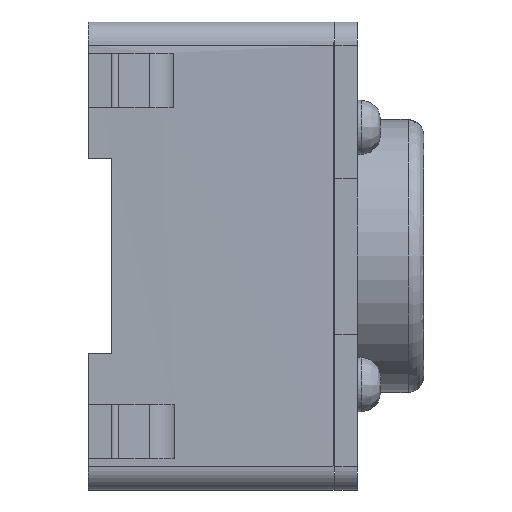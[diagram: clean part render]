
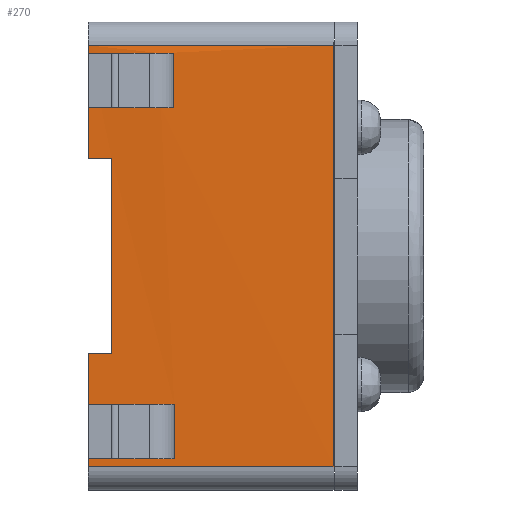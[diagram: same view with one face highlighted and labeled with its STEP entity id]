
A CAD part, front view. The second image highlights one B-rep face of the part: STEP entity #270.
In plain terms, the highlighted planar face has unit normal (0, -1, 0).
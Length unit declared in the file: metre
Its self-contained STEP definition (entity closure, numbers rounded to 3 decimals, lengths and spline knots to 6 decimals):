
#270 = ADVANCED_FACE( '', ( #590, #591, #592 ), #593, .T. );
#590 = FACE_OUTER_BOUND( '', #1084, .T. );
#591 = FACE_BOUND( '', #1085, .T. );
#592 = FACE_BOUND( '', #1086, .T. );
#593 = PLANE( '', #1087 );
#1084 = EDGE_LOOP( '', ( #1819, #1820, #1821, #1822, #1823, #1824, #1825, #1826 ) );
#1085 = EDGE_LOOP( '', ( #1827, #1828, #1829, #1830 ) );
#1086 = EDGE_LOOP( '', ( #1831, #1832 ) );
#1087 = AXIS2_PLACEMENT_3D( '', #1833, #1834, #1835 );
#1819 = ORIENTED_EDGE( '', *, *, #2483, .T. );
#1820 = ORIENTED_EDGE( '', *, *, #2471, .T. );
#1821 = ORIENTED_EDGE( '', *, *, #2511, .F. );
#1822 = ORIENTED_EDGE( '', *, *, #2376, .F. );
#1823 = ORIENTED_EDGE( '', *, *, #2512, .T. );
#1824 = ORIENTED_EDGE( '', *, *, #2261, .T. );
#1825 = ORIENTED_EDGE( '', *, *, #2367, .F. );
#1826 = ORIENTED_EDGE( '', *, *, #2422, .F. );
#1827 = ORIENTED_EDGE( '', *, *, #2513, .F. );
#1828 = ORIENTED_EDGE( '', *, *, #2490, .T. );
#1829 = ORIENTED_EDGE( '', *, *, #2361, .T. );
#1830 = ORIENTED_EDGE( '', *, *, #2514, .F. );
#1831 = ORIENTED_EDGE( '', *, *, #2515, .T. );
#1832 = ORIENTED_EDGE( '', *, *, #2418, .T. );
#1833 = CARTESIAN_POINT( '', ( 0., -0.003, 0.003 ) );
#1834 = DIRECTION( '', ( 0., -1., 0. ) );
#1835 = DIRECTION( '', ( 0., 0., -1. ) );
#2261 = EDGE_CURVE( '', #2693, #2690, #2694, .T. );
#2361 = EDGE_CURVE( '', #2860, #2861, #2862, .T. );
#2367 = EDGE_CURVE( '', #2869, #2690, #2872, .T. );
#2376 = EDGE_CURVE( '', #2885, #2886, #2887, .T. );
#2418 = EDGE_CURVE( '', #2823, #2947, #2949, .T. );
#2422 = EDGE_CURVE( '', #2953, #2869, #2955, .T. );
#2471 = EDGE_CURVE( '', #3023, #3021, #3024, .T. );
#2483 = EDGE_CURVE( '', #2953, #3023, #3039, .T. );
#2490 = EDGE_CURVE( '', #3048, #2860, #3049, .T. );
#2511 = EDGE_CURVE( '', #2886, #3021, #3075, .T. );
#2512 = EDGE_CURVE( '', #2885, #2693, #3076, .T. );
#2513 = EDGE_CURVE( '', #3048, #3077, #3078, .T. );
#2514 = EDGE_CURVE( '', #3077, #2861, #3079, .T. );
#2515 = EDGE_CURVE( '', #2947, #2823, #3080, .F. );
#2690 = VERTEX_POINT( '', #3304 );
#2693 = VERTEX_POINT( '', #3308 );
#2694 = LINE( '', #3309, #3310 );
#2823 = VERTEX_POINT( '', #3497 );
#2860 = VERTEX_POINT( '', #3550 );
#2861 = VERTEX_POINT( '', #3551 );
#2862 = LINE( '', #3552, #3553 );
#2869 = VERTEX_POINT( '', #3561 );
#2872 = LINE( '', #3565, #3566 );
#2885 = VERTEX_POINT( '', #3586 );
#2886 = VERTEX_POINT( '', #3587 );
#2887 = LINE( '', #3588, #3589 );
#2947 = VERTEX_POINT( '', #3680 );
#2949 = B_SPLINE_CURVE_WITH_KNOTS( '', 1, ( #3682, #3683 ), .UNSPECIFIED., .F., .F., ( 2, 2 ), ( 0., 1. ), .UNSPECIFIED. );
#2953 = VERTEX_POINT( '', #3688 );
#2955 = LINE( '', #3691, #3692 );
#3021 = VERTEX_POINT( '', #3803 );
#3023 = VERTEX_POINT( '', #3805 );
#3024 = LINE( '', #3806, #3807 );
#3039 = LINE( '', #3824, #3825 );
#3048 = VERTEX_POINT( '', #3838 );
#3049 = LINE( '', #3839, #3840 );
#3075 = LINE( '', #3876, #3877 );
#3076 = LINE( '', #3878, #3879 );
#3077 = VERTEX_POINT( '', #3880 );
#3078 = LINE( '', #3881, #3882 );
#3079 = LINE( '', #3883, #3884 );
#3080 = B_SPLINE_CURVE_WITH_KNOTS( '', 1, ( #3885, #3886 ), .UNSPECIFIED., .F., .F., ( 2, 2 ), ( 0., 1. ), .UNSPECIFIED. );
#3304 = CARTESIAN_POINT( '', ( 0.0003, -0.003, 0.00125 ) );
#3308 = CARTESIAN_POINT( '', ( 0., -0.003, 0.00125 ) );
#3309 = CARTESIAN_POINT( '', ( 0.00015, -0.003, 0.00125 ) );
#3310 = VECTOR( '', #4091, 1. );
#3497 = CARTESIAN_POINT( '', ( 0.000932, -0.003019, 0.0026 ) );
#3550 = CARTESIAN_POINT( '', ( 0.0011, -0.003, -0.0019 ) );
#3551 = CARTESIAN_POINT( '', ( 0.0011, -0.003, -0.0026 ) );
#3552 = CARTESIAN_POINT( '', ( 0.0011, -0.003, -0.00225 ) );
#3553 = VECTOR( '', #4214, 1. );
#3561 = CARTESIAN_POINT( '', ( 0.0003, -0.003, -0.00125 ) );
#3565 = CARTESIAN_POINT( '', ( 0.0003, -0.003, 0. ) );
#3566 = VECTOR( '', #4223, 1. );
#3586 = CARTESIAN_POINT( '', ( 0., -0.003, 0.0027 ) );
#3587 = CARTESIAN_POINT( '', ( 0.00315, -0.003, 0.0027 ) );
#3588 = CARTESIAN_POINT( '', ( 0.001575, -0.003, 0.0027 ) );
#3589 = VECTOR( '', #4231, 1. );
#3680 = CARTESIAN_POINT( '', ( 0.000932, -0.003019, 0.0019 ) );
#3682 = CARTESIAN_POINT( '', ( 0.0011, -0.003, 0.0026 ) );
#3683 = CARTESIAN_POINT( '', ( 0.0011, -0.003, 0.0019 ) );
#3688 = CARTESIAN_POINT( '', ( 0., -0.003, -0.00125 ) );
#3691 = CARTESIAN_POINT( '', ( 0.00015, -0.003, -0.00125 ) );
#3692 = VECTOR( '', #4283, 1. );
#3803 = CARTESIAN_POINT( '', ( 0.00315, -0.003, -0.0027 ) );
#3805 = CARTESIAN_POINT( '', ( 0., -0.003, -0.0027 ) );
#3806 = CARTESIAN_POINT( '', ( 0.001575, -0.003, -0.0027 ) );
#3807 = VECTOR( '', #4326, 1. );
#3824 = CARTESIAN_POINT( '', ( 0., -0.003, -0.001975 ) );
#3825 = VECTOR( '', #4341, 1. );
#3838 = CARTESIAN_POINT( '', ( 0.0008, -0.003, -0.0019 ) );
#3839 = CARTESIAN_POINT( '', ( 0.00095, -0.003, -0.0019 ) );
#3840 = VECTOR( '', #4346, 1. );
#3876 = CARTESIAN_POINT( '', ( 0.00315, -0.003, 0. ) );
#3877 = VECTOR( '', #4363, 1. );
#3878 = CARTESIAN_POINT( '', ( 0., -0.003, 0.001975 ) );
#3879 = VECTOR( '', #4364, 1. );
#3880 = CARTESIAN_POINT( '', ( 0.0008, -0.003, -0.0026 ) );
#3881 = CARTESIAN_POINT( '', ( 0.0008, -0.003, -0.00225 ) );
#3882 = VECTOR( '', #4365, 1. );
#3883 = CARTESIAN_POINT( '', ( 0.00095, -0.003, -0.0026 ) );
#3884 = VECTOR( '', #4366, 1. );
#3885 = CARTESIAN_POINT( '', ( 0.0008, -0.003, 0.0026 ) );
#3886 = CARTESIAN_POINT( '', ( 0.0008, -0.003, 0.0019 ) );
#4091 = DIRECTION( '', ( 1., 0., 0. ) );
#4214 = DIRECTION( '', ( 0., 0., -1. ) );
#4223 = DIRECTION( '', ( 0., 0., 1. ) );
#4231 = DIRECTION( '', ( 1., 0., 0. ) );
#4283 = DIRECTION( '', ( 1., 0., 0. ) );
#4326 = DIRECTION( '', ( 1., 0., 0. ) );
#4341 = DIRECTION( '', ( 0., 0., -1. ) );
#4346 = DIRECTION( '', ( 1., 0., 0. ) );
#4363 = DIRECTION( '', ( 0., 0., -1. ) );
#4364 = DIRECTION( '', ( 0., 0., -1. ) );
#4365 = DIRECTION( '', ( 0., 0., -1. ) );
#4366 = DIRECTION( '', ( 1., 0., 0. ) );
